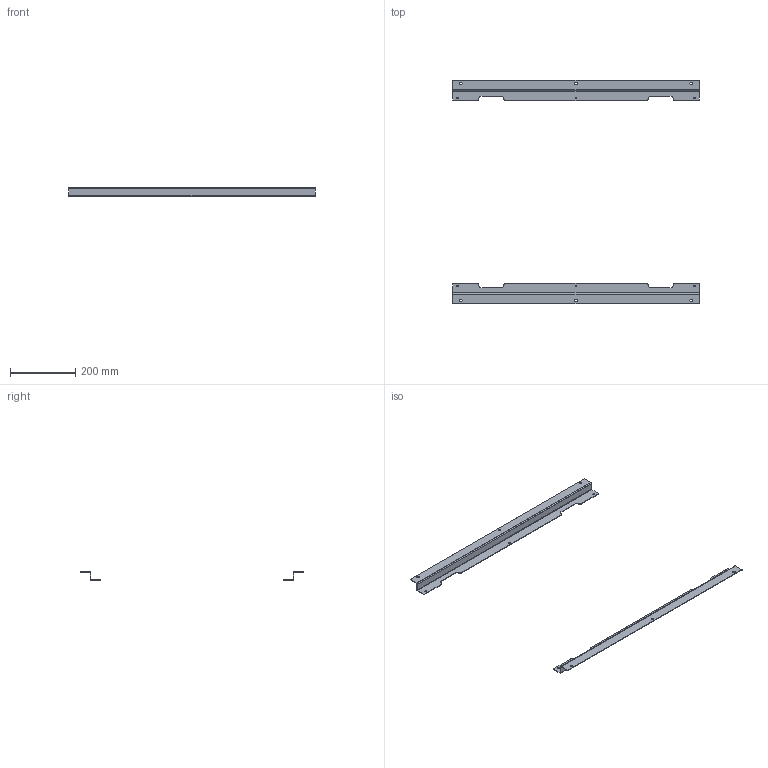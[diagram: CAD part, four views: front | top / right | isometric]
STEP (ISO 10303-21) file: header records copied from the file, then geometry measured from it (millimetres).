
FILE_DESCRIPTION (( 'STEP AP203' ), '1' );
FILE_NAME ('SCE-ELFM30H.step', '2021-02-09T22:15:32', ( 'ADC123' ), ( 'Microsoft' ), 'SwSTEP 2.0', 'SolidWorks 2019', '' );
FILE_SCHEMA (( 'CONFIG_CONTROL_DESIGN' ));
Length unit declared in the file: inch
Products named in the file (1): SCE-ELFM30H
Bounding box: 758.19 x 685.8 x 27.25 mm (x, y, z)
Volume: 237604.1 mm3; surface area: 256439.2 mm2
Topology: 2 solids, 2 shells, 80 faces, 228 edges, 152 vertices
Faces by surface type: cylinder 44, plane 36
Full cylindrical faces by diameter (mm): 5.537 x6, 7.137 x6
Entity records: 2705 total; most frequent: DIRECTION 466, CARTESIAN_POINT 449, ORIENTED_EDGE 432, EDGE_CURVE 216, AXIS2_PLACEMENT_3D 169, VERTEX_POINT 152, LINE 128, VECTOR 128
